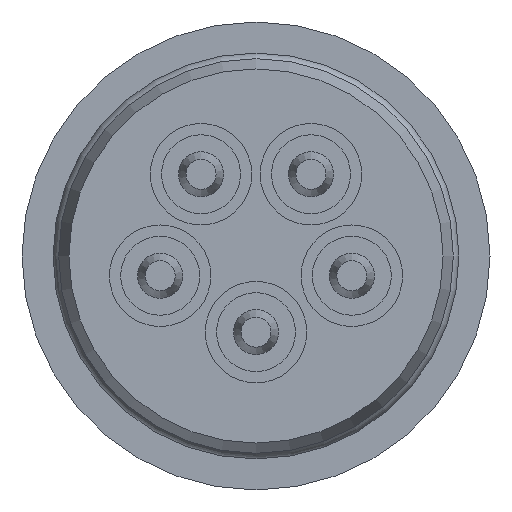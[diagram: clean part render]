
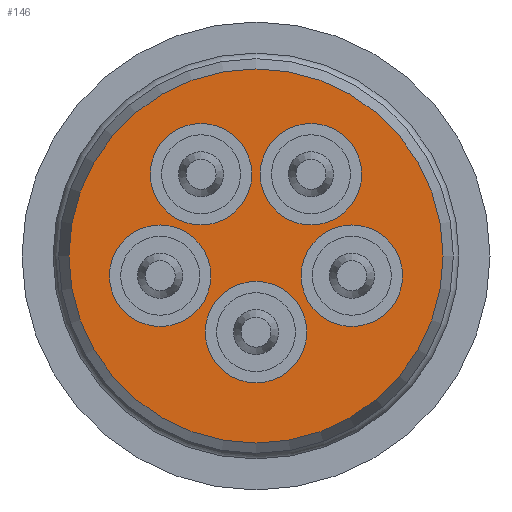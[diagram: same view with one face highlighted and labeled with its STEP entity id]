
A CAD part, front view. The second image highlights one B-rep face of the part: STEP entity #146.
In plain terms, the highlighted planar face has unit normal (0, -1, 0).
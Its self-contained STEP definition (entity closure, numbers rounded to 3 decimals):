
#79=PLANE('',#850);
#146=ADVANCED_FACE('',(#268,#269,#270,#271,#272,#273),#79,.F.);
#268=FACE_BOUND('',#375,.T.);
#269=FACE_BOUND('',#376,.T.);
#270=FACE_BOUND('',#377,.T.);
#271=FACE_BOUND('',#378,.T.);
#272=FACE_BOUND('',#379,.T.);
#273=FACE_BOUND('',#380,.T.);
#375=EDGE_LOOP('',(#493));
#376=EDGE_LOOP('',(#494));
#377=EDGE_LOOP('',(#495));
#378=EDGE_LOOP('',(#496));
#379=EDGE_LOOP('',(#497));
#380=EDGE_LOOP('',(#498));
#493=ORIENTED_EDGE('',*,*,#630,.F.);
#494=ORIENTED_EDGE('',*,*,#637,.F.);
#495=ORIENTED_EDGE('',*,*,#644,.F.);
#496=ORIENTED_EDGE('',*,*,#651,.F.);
#497=ORIENTED_EDGE('',*,*,#658,.F.);
#498=ORIENTED_EDGE('',*,*,#671,.T.);
#563=VERTEX_POINT('',#1160);
#570=VERTEX_POINT('',#1181);
#577=VERTEX_POINT('',#1202);
#584=VERTEX_POINT('',#1223);
#591=VERTEX_POINT('',#1244);
#604=VERTEX_POINT('',#1282);
#630=EDGE_CURVE('',#563,#563,#703,.T.);
#637=EDGE_CURVE('',#570,#570,#710,.T.);
#644=EDGE_CURVE('',#577,#577,#717,.T.);
#651=EDGE_CURVE('',#584,#584,#724,.T.);
#658=EDGE_CURVE('',#591,#591,#731,.T.);
#671=EDGE_CURVE('',#604,#604,#744,.T.);
#703=CIRCLE('',#767,0.9);
#710=CIRCLE('',#781,0.9);
#717=CIRCLE('',#795,0.9);
#724=CIRCLE('',#809,0.9);
#731=CIRCLE('',#823,0.9);
#744=CIRCLE('',#848,3.318);
#767=AXIS2_PLACEMENT_3D('',#1159,#896,#897);
#781=AXIS2_PLACEMENT_3D('',#1180,#924,#925);
#795=AXIS2_PLACEMENT_3D('',#1201,#952,#953);
#809=AXIS2_PLACEMENT_3D('',#1222,#980,#981);
#823=AXIS2_PLACEMENT_3D('',#1243,#1008,#1009);
#848=AXIS2_PLACEMENT_3D('',#1281,#1058,#1059);
#850=AXIS2_PLACEMENT_3D('',#1284,#1062,#1063);
#896=DIRECTION('',(0.,-1.,0.));
#897=DIRECTION('',(-1.,0.,0.));
#924=DIRECTION('',(0.,-1.,0.));
#925=DIRECTION('',(-1.,0.,0.));
#952=DIRECTION('',(0.,-1.,0.));
#953=DIRECTION('',(-1.,0.,0.));
#980=DIRECTION('',(0.,-1.,0.));
#981=DIRECTION('',(-1.,0.,0.));
#1008=DIRECTION('',(0.,-1.,0.));
#1009=DIRECTION('',(-1.,0.,0.));
#1058=DIRECTION('',(0.,-1.,0.));
#1059=DIRECTION('',(1.,0.,0.));
#1062=DIRECTION('',(0.,1.,0.));
#1063=DIRECTION('',(1.,0.,0.));
#1159=CARTESIAN_POINT('',(50.975,50.,1.45));
#1160=CARTESIAN_POINT('',(50.075,50.,1.45));
#1180=CARTESIAN_POINT('',(49.025,50.,1.45));
#1181=CARTESIAN_POINT('',(48.125,50.,1.45));
#1201=CARTESIAN_POINT('',(48.3,50.,-0.35));
#1202=CARTESIAN_POINT('',(47.4,50.,-0.35));
#1222=CARTESIAN_POINT('',(50.,50.,-1.35));
#1223=CARTESIAN_POINT('',(49.1,50.,-1.35));
#1243=CARTESIAN_POINT('',(51.7,50.,-0.35));
#1244=CARTESIAN_POINT('',(50.8,50.,-0.35));
#1281=CARTESIAN_POINT('',(50.,50.,0.));
#1282=CARTESIAN_POINT('',(53.318,50.,0.));
#1284=CARTESIAN_POINT('',(53.318,50.,0.));
